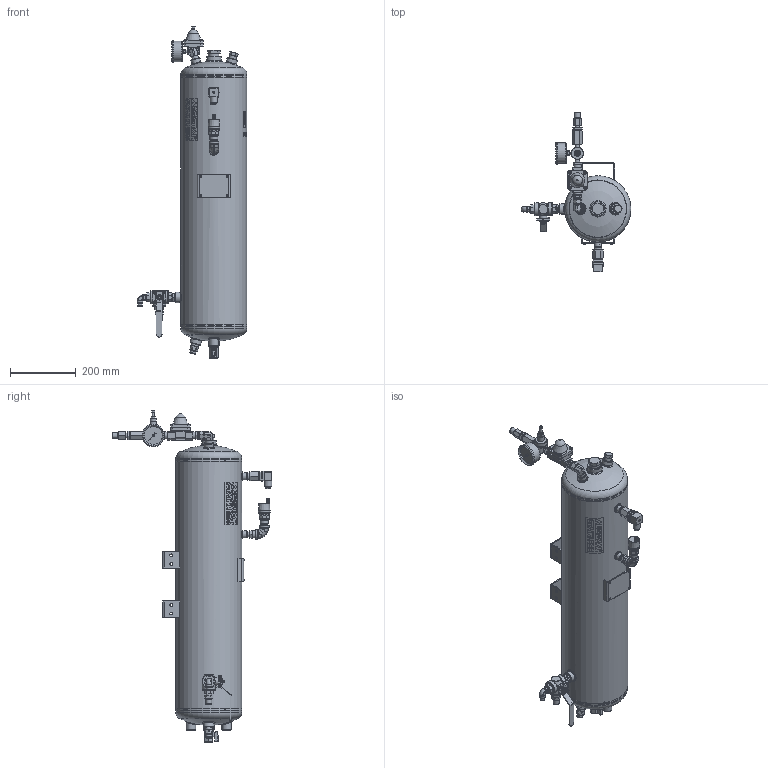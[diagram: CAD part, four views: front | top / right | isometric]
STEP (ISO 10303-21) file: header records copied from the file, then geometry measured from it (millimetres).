
FILE_DESCRIPTION(/* description */ ('Unknown','CAx-IF Rec.Pracs.---Representation and Presentation of Product Manufacturing Information (PMI)---4.0---2014-10-13','CAx-IF Rec.Pracs.---3D Tessellated Geometry---0.4---2014-09-14','2;1'),/* implementation_level */ '2;1');
FILE_NAME(/* name */ 'W225CCSAS-A-A-',/* time_stamp */ '2023-03-14T16:27:30+00:00',/* author */ ('Unknown'),/* organization */ ('Unknown'),/* preprocessor_version */ 'ST-DEVELOPER v16.7',/* originating_system */ 'Solid Edge',/* authorisation */ 'Unknown');
FILE_SCHEMA (('AP242_MANAGED_MODEL_BASED_3D_ENGINEERING_MIM_LF { 1 0 10303 442 1 1 4 }'));
Length unit declared in the file: millimetre
Products named in the file (48): 2067838; 2035020; 2013362; 2032857; 2033704; 2051466; 2015923; 2011208; 2032893; 2032147; 2011133; 2032873; 2035020_812_3,634_812:1_oa_0; 2035020_812_3,634_812:1_oa_1; 2035020_812_3,634_812:1_oa_2; 2051700; 3028411; 2015404; 2035020_812_3,634_812:1_oa_3; 3016603; 2051131; 2035020_812_3,634_812:1_oa_4; 2035020_812_3,634_812:1_oa_5; 2050292; 2035020_812_3,634_812:1_oa_6; 2035020_812_3,634_812:1_oa_7; 2026378; 2028094; 2026791; 2026442; 2026306; 2027070; 2021615; 2026443; 3001736; 2026333; 2026972; 2075344; 3035495; 2035471 ...
Assembly tree (59 placements, depth 3):
  2067838
    2035020
      2013362
      2032857
      2033704  x2
      2051466
      2015923  x4
      2011208
      2032893
      2032147  x3
      2011133
      2032873
      2035020_812_3,634_812:1_oa_0
      2035020_812_3,634_812:1_oa_1
      2035020_812_3,634_812:1_oa_2
      2051700  x4
      3028411  x3
      2015404
      2035020_812_3,634_812:1_oa_3
      3016603
      2051131
      2035020_812_3,634_812:1_oa_4
      2035020_812_3,634_812:1_oa_5
      2050292
      2035020_812_3,634_812:1_oa_6
      2035020_812_3,634_812:1_oa_7
    2026378
    2028094
    2026791  x2
    2026442
    2026306
    2027070
    2021615
    2026443
    3001736
    2026333
    2026972
    2075344
    3035495
    2035471
    2035945
    3004908
    2070954
    3001735
    3001704
    3001705
    2026666
    2021386
Bounding box: 333.38 x 484.95 x 1006.88 mm (x, y, z)
Volume: 2636595.3 mm3; surface area: 1961356.5 mm2
Topology: 67 solids, 70 shells, 1979 faces, 4835 edges, 3283 vertices
Faces by surface type: plane 842, cylinder 590, cone 290, bspline 153, torus 88, sphere 16
Full cylindrical faces by diameter (mm): 0.762 x1, 1.016 x1, 2 x4, 2.794 x1, 3.2 x4, 3.429 x1, 3.5 x4, 4 x5, 4.064 x4, 4.191 x4, 4.5 x1, 5 x1, 5.08 x1, 5.26 x1, 5.89 x1, 5.93 x4, 6.35 x6, 6.58 x1, 6.604 x1, 6.858 x2, 7 x1, 7.112 x2, 7.62 x1, 8.38 x1, 8.534 x2, 8.636 x1, 8.712 x2, 8.889 x1, 8.903 x2, 9 x8
Entity records: 84620 total; most frequent: CARTESIAN_POINT 36107, ORIENTED_EDGE 7994, DIRECTION 6959, EDGE_CURVE 3997, VERTEX_POINT 2962, AXIS2_PLACEMENT_3D 2863, FACE_BOUND 2663, EDGE_LOOP 2658
